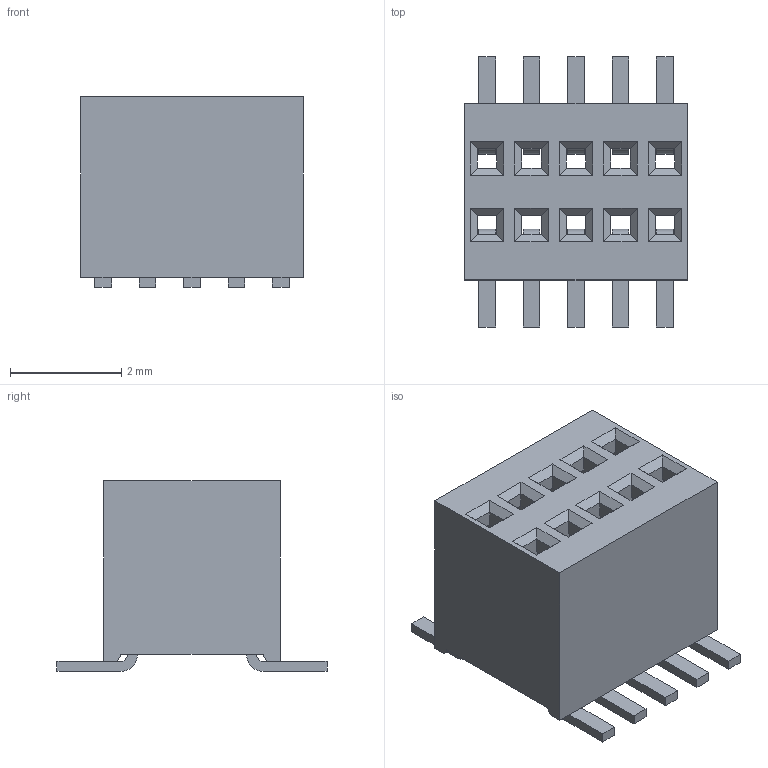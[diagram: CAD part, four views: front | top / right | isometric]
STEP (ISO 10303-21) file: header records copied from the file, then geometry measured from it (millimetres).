
FILE_DESCRIPTION((''),'2;1');
FILE_NAME('SAMTEC_CLE-105-01-X-DV_ASM','2009-06-06T',('dburnier'),(''),'PRO/ENGINEER BY PARAMETRIC TECHNOLOGY CORPORATION, 2008410','PRO/ENGINEER BY PARAMETRIC TECHNOLOGY CORPORATION, 2008410','');
FILE_SCHEMA(('AUTOMOTIVE_DESIGN_CC2 { 1 2 10303 214 -1 1 5 2 }'));
Length unit declared in the file: inch
Products named in the file (3): C-80-X_PART_ANY; CLE-XX-D_ANY; SAMTEC_CLE-105-01-X-DV_ASM
Assembly tree (11 placements, depth 2):
  SAMTEC_CLE-105-01-X-DV_ASM
    C-80-X_PART_ANY  x10
    CLE-XX-D_ANY
Bounding box: 4 x 4.86 x 3.43 mm (x, y, z)
Volume: 33.5 mm3; surface area: 184.9 mm2
Topology: 11 solids, 11 shells, 478 faces, 1321 edges, 864 vertices
Faces by surface type: plane 356, cylinder 122
Entity records: 9030 total; most frequent: CARTESIAN_POINT 1255, ORIENTED_EDGE 1238, DIRECTION 1127, PRESENTATION_STYLE_ASSIGNMENT 621, STYLED_ITEM 621, CURVE_STYLE 619, EDGE_CURVE 619, VECTOR 591
